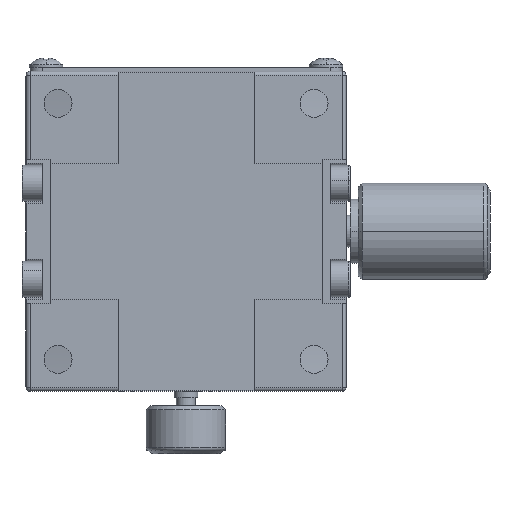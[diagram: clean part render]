
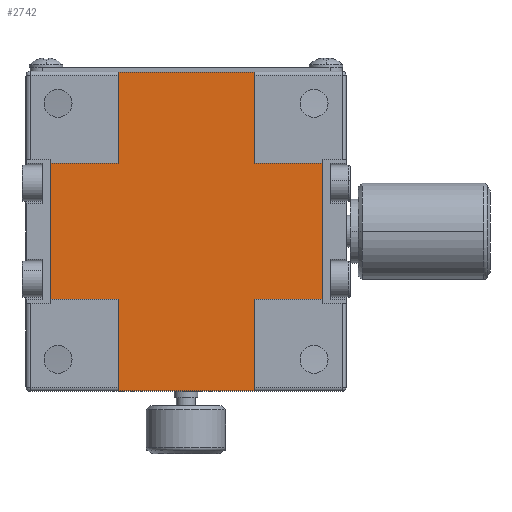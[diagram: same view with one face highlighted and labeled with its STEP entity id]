
A CAD part, front view. The second image highlights one B-rep face of the part: STEP entity #2742.
In plain terms, the highlighted planar face has unit normal (0, -1, 0).
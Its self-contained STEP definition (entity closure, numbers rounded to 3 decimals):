
#191 = ORIENTED_EDGE ( 'NONE', *, *, #14183, .T. ) ;
#371 = DIRECTION ( 'NONE',  ( 1., 0., 0. ) ) ;
#531 = CARTESIAN_POINT ( 'NONE',  ( -17., 0.2, 8.5 ) ) ;
#789 = CARTESIAN_POINT ( 'NONE',  ( 8.5, 0.2, 20. ) ) ;
#874 = DIRECTION ( 'NONE',  ( 0., 0., -1. ) ) ;
#955 = LINE ( 'NONE', #13141, #2423 ) ;
#977 = EDGE_CURVE ( 'NONE', #10807, #18570, #19010, .T. ) ;
#1131 = PLANE ( 'NONE',  #19118 ) ;
#1794 = CARTESIAN_POINT ( 'NONE',  ( 8.5, 0.2, 19.9 ) ) ;
#1977 = EDGE_CURVE ( 'NONE', #16660, #14398, #6291, .T. ) ;
#2423 = VECTOR ( 'NONE', #9614, 1000. ) ;
#2742 = ADVANCED_FACE ( 'NONE', ( #17090 ), #1131, .T. ) ;
#2797 = DIRECTION ( 'NONE',  ( 0., -1., 0. ) ) ;
#3199 = CARTESIAN_POINT ( 'NONE',  ( 17., 0.2, -8.5 ) ) ;
#3213 = EDGE_CURVE ( 'NONE', #10807, #21982, #10209, .T. ) ;
#3279 = LINE ( 'NONE', #14264, #18148 ) ;
#3355 = CARTESIAN_POINT ( 'NONE',  ( -17., 0.2, 20. ) ) ;
#3434 = CARTESIAN_POINT ( 'NONE',  ( -8.5, 0.2, 19.9 ) ) ;
#3544 = CARTESIAN_POINT ( 'NONE',  ( -8.5, 0.2, -8.5 ) ) ;
#4055 = LINE ( 'NONE', #22369, #20289 ) ;
#4073 = VERTEX_POINT ( 'NONE', #531 ) ;
#4203 = EDGE_CURVE ( 'NONE', #16295, #4073, #14339, .T. ) ;
#4264 = ORIENTED_EDGE ( 'NONE', *, *, #1977, .T. ) ;
#4405 = EDGE_CURVE ( 'NONE', #14398, #12966, #4055, .T. ) ;
#4609 = CARTESIAN_POINT ( 'NONE',  ( 8.5, 0.2, 8.5 ) ) ;
#4987 = LINE ( 'NONE', #12191, #13376 ) ;
#5639 = CARTESIAN_POINT ( 'NONE',  ( -8.5, 0.2, -8.5 ) ) ;
#6070 = DIRECTION ( 'NONE',  ( -1., 0., 0. ) ) ;
#6128 = ORIENTED_EDGE ( 'NONE', *, *, #16904, .T. ) ;
#6198 = ORIENTED_EDGE ( 'NONE', *, *, #13035, .T. ) ;
#6291 = LINE ( 'NONE', #7954, #9103 ) ;
#7044 = CARTESIAN_POINT ( 'NONE',  ( -8.5, 0.2, -19.9 ) ) ;
#7446 = ORIENTED_EDGE ( 'NONE', *, *, #977, .T. ) ;
#7669 = VERTEX_POINT ( 'NONE', #10611 ) ;
#7779 = VERTEX_POINT ( 'NONE', #5639 ) ;
#7954 = CARTESIAN_POINT ( 'NONE',  ( 8.5, 0.2, 19.9 ) ) ;
#8005 = DIRECTION ( 'NONE',  ( 0., 0., 1. ) ) ;
#8082 = ORIENTED_EDGE ( 'NONE', *, *, #15847, .T. ) ;
#8088 = ORIENTED_EDGE ( 'NONE', *, *, #16780, .T. ) ;
#8280 = VECTOR ( 'NONE', #20948, 1000. ) ;
#8728 = DIRECTION ( 'NONE',  ( 1., 0., 0. ) ) ;
#8839 = VERTEX_POINT ( 'NONE', #7044 ) ;
#9103 = VECTOR ( 'NONE', #6070, 1000. ) ;
#9232 = CARTESIAN_POINT ( 'NONE',  ( 8.5, 0.2, 8.5 ) ) ;
#9614 = DIRECTION ( 'NONE',  ( -1., 0., 0. ) ) ;
#9781 = LINE ( 'NONE', #789, #19279 ) ;
#10209 = LINE ( 'NONE', #13411, #20149 ) ;
#10611 = CARTESIAN_POINT ( 'NONE',  ( 8.5, 0.2, -8.5 ) ) ;
#10616 = ORIENTED_EDGE ( 'NONE', *, *, #13751, .T. ) ;
#10696 = ORIENTED_EDGE ( 'NONE', *, *, #16149, .T. ) ;
#10807 = VERTEX_POINT ( 'NONE', #22203 ) ;
#10898 = VECTOR ( 'NONE', #12637, 1000. ) ;
#11255 = LINE ( 'NONE', #20118, #11687 ) ;
#11687 = VECTOR ( 'NONE', #371, 1000. ) ;
#11711 = VECTOR ( 'NONE', #18902, 1000. ) ;
#11899 = DIRECTION ( 'NONE',  ( 0., 0., -1. ) ) ;
#12191 = CARTESIAN_POINT ( 'NONE',  ( -8.5, 0.2, -19.9 ) ) ;
#12637 = DIRECTION ( 'NONE',  ( 0., 0., -1. ) ) ;
#12966 = VERTEX_POINT ( 'NONE', #22691 ) ;
#13035 = EDGE_CURVE ( 'NONE', #7779, #8839, #23269, .T. ) ;
#13141 = CARTESIAN_POINT ( 'NONE',  ( -20., 0.2, 8.5 ) ) ;
#13376 = VECTOR ( 'NONE', #17616, 1000. ) ;
#13411 = CARTESIAN_POINT ( 'NONE',  ( 17., 0.2, 20. ) ) ;
#13710 = ORIENTED_EDGE ( 'NONE', *, *, #4405, .T. ) ;
#13751 = EDGE_CURVE ( 'NONE', #15646, #7669, #15614, .T. ) ;
#14183 = EDGE_CURVE ( 'NONE', #16295, #7779, #11255, .T. ) ;
#14212 = DIRECTION ( 'NONE',  ( 0., 0., 1. ) ) ;
#14259 = ORIENTED_EDGE ( 'NONE', *, *, #3213, .F. ) ;
#14264 = CARTESIAN_POINT ( 'NONE',  ( 8.5, 0.2, -8.5 ) ) ;
#14339 = LINE ( 'NONE', #3355, #14636 ) ;
#14398 = VERTEX_POINT ( 'NONE', #3434 ) ;
#14636 = VECTOR ( 'NONE', #14212, 1000. ) ;
#15551 = CARTESIAN_POINT ( 'NONE',  ( 8.5, 0.2, 20. ) ) ;
#15614 = LINE ( 'NONE', #20725, #8280 ) ;
#15646 = VERTEX_POINT ( 'NONE', #22444 ) ;
#15847 = EDGE_CURVE ( 'NONE', #7669, #21982, #3279, .T. ) ;
#16029 = ORIENTED_EDGE ( 'NONE', *, *, #4203, .F. ) ;
#16149 = EDGE_CURVE ( 'NONE', #18570, #16660, #9781, .T. ) ;
#16295 = VERTEX_POINT ( 'NONE', #18018 ) ;
#16660 = VERTEX_POINT ( 'NONE', #1794 ) ;
#16780 = EDGE_CURVE ( 'NONE', #12966, #4073, #955, .T. ) ;
#16904 = EDGE_CURVE ( 'NONE', #8839, #15646, #4987, .T. ) ;
#17090 = FACE_OUTER_BOUND ( 'NONE', #17731, .T. ) ;
#17616 = DIRECTION ( 'NONE',  ( 1., 0., 0. ) ) ;
#17731 = EDGE_LOOP ( 'NONE', ( #6128, #10616, #8082, #14259, #7446, #10696, #4264, #13710, #8088, #16029, #191, #6198 ) ) ;
#18018 = CARTESIAN_POINT ( 'NONE',  ( -17., 0.2, -8.5 ) ) ;
#18148 = VECTOR ( 'NONE', #8728, 1000. ) ;
#18570 = VERTEX_POINT ( 'NONE', #9232 ) ;
#18902 = DIRECTION ( 'NONE',  ( -1., 0., 0. ) ) ;
#19010 = LINE ( 'NONE', #4609, #11711 ) ;
#19118 = AXIS2_PLACEMENT_3D ( 'NONE', #15551, #2797, #11899 ) ;
#19279 = VECTOR ( 'NONE', #8005, 1000. ) ;
#20118 = CARTESIAN_POINT ( 'NONE',  ( -20., 0.2, -8.5 ) ) ;
#20149 = VECTOR ( 'NONE', #874, 1000. ) ;
#20289 = VECTOR ( 'NONE', #22816, 1000. ) ;
#20725 = CARTESIAN_POINT ( 'NONE',  ( 8.5, 0.2, -8.5 ) ) ;
#20948 = DIRECTION ( 'NONE',  ( 0., 0., 1. ) ) ;
#21982 = VERTEX_POINT ( 'NONE', #3199 ) ;
#22203 = CARTESIAN_POINT ( 'NONE',  ( 17., 0.2, 8.5 ) ) ;
#22369 = CARTESIAN_POINT ( 'NONE',  ( -8.5, 0.2, 20. ) ) ;
#22444 = CARTESIAN_POINT ( 'NONE',  ( 8.5, 0.2, -19.9 ) ) ;
#22691 = CARTESIAN_POINT ( 'NONE',  ( -8.5, 0.2, 8.5 ) ) ;
#22816 = DIRECTION ( 'NONE',  ( 0., 0., -1. ) ) ;
#23269 = LINE ( 'NONE', #3544, #10898 ) ;
